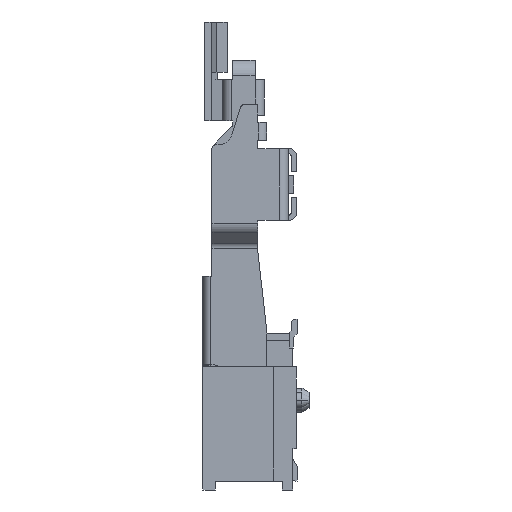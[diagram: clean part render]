
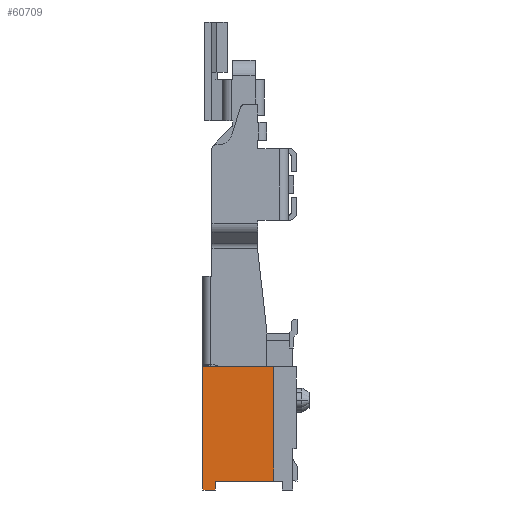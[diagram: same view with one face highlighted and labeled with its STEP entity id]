
A CAD part, left-side view. The second image highlights one B-rep face of the part: STEP entity #60709.
In plain terms, the highlighted planar face has unit normal (-1, 0, 0).
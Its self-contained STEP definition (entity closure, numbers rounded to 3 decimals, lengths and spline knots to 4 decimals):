
#72=DIRECTION('',(0.,0.,-1.));
#73=VECTOR('',#72,6.35);
#74=CARTESIAN_POINT('',(-35.5,-1.47,0.));
#75=LINE('',#74,#73);
#76=DIRECTION('',(0.,1.,0.));
#77=VECTOR('',#76,3.27);
#78=CARTESIAN_POINT('',(-35.5,-1.47,-6.35));
#79=LINE('',#78,#77);
#80=DIRECTION('',(0.,0.,-1.));
#81=VECTOR('',#80,0.5);
#82=CARTESIAN_POINT('',(-35.5,1.8,-6.35));
#83=LINE('',#82,#81);
#84=DIRECTION('',(0.,1.,0.));
#85=VECTOR('',#84,0.68);
#86=CARTESIAN_POINT('',(-35.5,1.8,-6.85));
#87=LINE('',#86,#85);
#88=DIRECTION('',(0.,0.,1.));
#89=VECTOR('',#88,6.85);
#90=CARTESIAN_POINT('',(-35.5,2.48,-6.85));
#91=LINE('',#90,#89);
#92=DIRECTION('',(0.,-1.,0.));
#93=VECTOR('',#92,3.95);
#94=CARTESIAN_POINT('',(-35.5,2.48,0.));
#95=LINE('',#94,#93);
#46268=CARTESIAN_POINT('',(-35.5,1.8,-6.35));
#46269=CARTESIAN_POINT('',(-35.5,1.8,-6.85));
#46270=VERTEX_POINT('',#46268);
#46271=VERTEX_POINT('',#46269);
#46272=CARTESIAN_POINT('',(-35.5,2.48,-6.85));
#46273=VERTEX_POINT('',#46272);
#46274=CARTESIAN_POINT('',(-35.5,2.48,0.));
#46275=VERTEX_POINT('',#46274);
#46432=CARTESIAN_POINT('',(-35.5,-1.47,0.));
#46433=CARTESIAN_POINT('',(-35.5,-1.47,-6.35));
#46434=VERTEX_POINT('',#46432);
#46435=VERTEX_POINT('',#46433);
#60690=CARTESIAN_POINT('',(-35.5,0.,0.));
#60691=DIRECTION('',(1.,0.,0.));
#60692=DIRECTION('',(0.,0.,-1.));
#60693=AXIS2_PLACEMENT_3D('',#60690,#60691,#60692);
#60694=PLANE('',#60693);
#60696=ORIENTED_EDGE('',*,*,#60695,.T.);
#60698=ORIENTED_EDGE('',*,*,#60697,.T.);
#60700=ORIENTED_EDGE('',*,*,#60699,.T.);
#60702=ORIENTED_EDGE('',*,*,#60701,.T.);
#60704=ORIENTED_EDGE('',*,*,#60703,.T.);
#60706=ORIENTED_EDGE('',*,*,#60705,.T.);
#60707=EDGE_LOOP('',(#60696,#60698,#60700,#60702,#60704,#60706));
#60708=FACE_OUTER_BOUND('',#60707,.F.);
#60709=ADVANCED_FACE('',(#60708),#60694,.F.);
#60695=EDGE_CURVE('',#46434,#46435,#75,.T.);
#60697=EDGE_CURVE('',#46435,#46270,#79,.T.);
#60699=EDGE_CURVE('',#46270,#46271,#83,.T.);
#60701=EDGE_CURVE('',#46271,#46273,#87,.T.);
#60703=EDGE_CURVE('',#46273,#46275,#91,.T.);
#60705=EDGE_CURVE('',#46275,#46434,#95,.T.);
